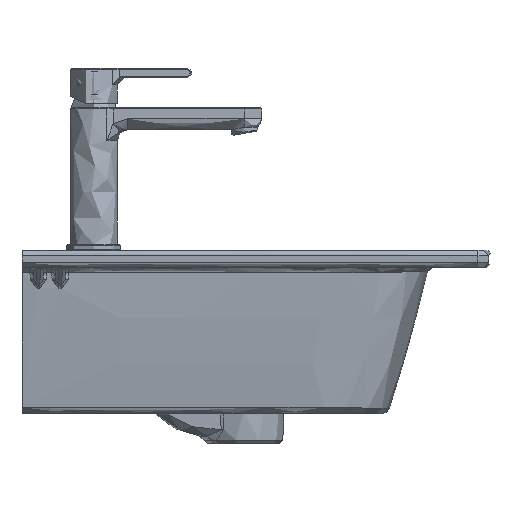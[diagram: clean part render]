
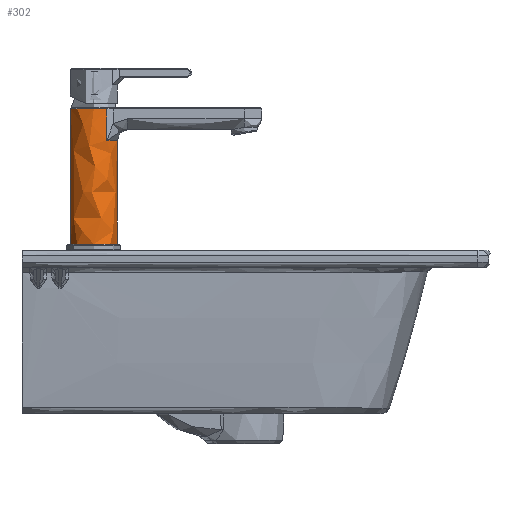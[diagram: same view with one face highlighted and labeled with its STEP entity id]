
A CAD part, left-side view. The second image highlights one B-rep face of the part: STEP entity #302.
In plain terms, the highlighted free-form (B-spline) face has degree [2, 1] with [5, 2] control points.
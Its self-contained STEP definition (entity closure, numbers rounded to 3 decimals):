
#302=ADVANCED_FACE('',(#721),#6125,.T.);
#721=FACE_OUTER_BOUND('',#1143,.T.);
#1143=EDGE_LOOP('',(#1800,#1801,#1802,#1803,#1804,#1805,#1806));
#1800=ORIENTED_EDGE('',*,*,#3616,.T.);
#1801=ORIENTED_EDGE('',*,*,#3597,.F.);
#1802=ORIENTED_EDGE('',*,*,#3653,.F.);
#1803=ORIENTED_EDGE('',*,*,#3625,.F.);
#1804=ORIENTED_EDGE('',*,*,#3679,.T.);
#1805=ORIENTED_EDGE('',*,*,#3675,.T.);
#1806=ORIENTED_EDGE('',*,*,#3598,.F.);
#3597=EDGE_CURVE('',#5573,#5574,#4566,.T.);
#3598=EDGE_CURVE('',#5575,#5576,#4567,.T.);
#3616=EDGE_CURVE('',#5575,#5574,#4578,.T.);
#3625=EDGE_CURVE('',#5558,#5596,#4587,.T.);
#3653=EDGE_CURVE('',#5596,#5573,#4612,.T.);
#3675=EDGE_CURVE('',#5601,#5576,#4628,.T.);
#3679=EDGE_CURVE('',#5558,#5601,#4632,.T.);
#4566=(
BOUNDED_CURVE()
B_SPLINE_CURVE(1,(#8884,#8885),.UNSPECIFIED.,.F.,.F.)
B_SPLINE_CURVE_WITH_KNOTS((2,2),(0.,95.),.UNSPECIFIED.)
CURVE()
GEOMETRIC_REPRESENTATION_ITEM()
RATIONAL_B_SPLINE_CURVE((1.,1.))
REPRESENTATION_ITEM('')
);
#4567=(
BOUNDED_CURVE()
B_SPLINE_CURVE(1,(#8886,#8887),.UNSPECIFIED.,.F.,.F.)
B_SPLINE_CURVE_WITH_KNOTS((2,2),(0.,124.),
 .UNSPECIFIED.)
CURVE()
GEOMETRIC_REPRESENTATION_ITEM()
RATIONAL_B_SPLINE_CURVE((1.,1.))
REPRESENTATION_ITEM('')
);
#4578=(
BOUNDED_CURVE()
B_SPLINE_CURVE(2,(#8987,#8988,#8989,#8990,#8991),.UNSPECIFIED.,.F.,.F.)
B_SPLINE_CURVE_WITH_KNOTS((3,2,3),(-67.544,-33.772,
0.),.UNSPECIFIED.)
CURVE()
GEOMETRIC_REPRESENTATION_ITEM()
RATIONAL_B_SPLINE_CURVE((1.,0.707,1.,0.707,1.))
REPRESENTATION_ITEM('')
);
#4587=(
BOUNDED_CURVE()
B_SPLINE_CURVE(1,(#9281,#9282),.UNSPECIFIED.,.F.,.F.)
B_SPLINE_CURVE_WITH_KNOTS((2,2),(-29.,0.),
 .UNSPECIFIED.)
CURVE()
GEOMETRIC_REPRESENTATION_ITEM()
RATIONAL_B_SPLINE_CURVE((1.,1.))
REPRESENTATION_ITEM('')
);
#4612=(
BOUNDED_CURVE()
B_SPLINE_CURVE(2,(#9646,#9647,#9648),.UNSPECIFIED.,.F.,.F.)
B_SPLINE_CURVE_WITH_KNOTS((3,3),(-20.874,0.),.UNSPECIFIED.)
CURVE()
GEOMETRIC_REPRESENTATION_ITEM()
RATIONAL_B_SPLINE_CURVE((1.,0.884,1.))
REPRESENTATION_ITEM('')
);
#4628=(
BOUNDED_CURVE()
B_SPLINE_CURVE(2,(#9780,#9781,#9782),.UNSPECIFIED.,.F.,.F.)
B_SPLINE_CURVE_WITH_KNOTS((3,3),(0.,33.772),.UNSPECIFIED.)
CURVE()
GEOMETRIC_REPRESENTATION_ITEM()
RATIONAL_B_SPLINE_CURVE((1.,0.707,1.))
REPRESENTATION_ITEM('')
);
#4632=(
BOUNDED_CURVE()
B_SPLINE_CURVE(2,(#9792,#9793,#9794),.UNSPECIFIED.,.F.,.F.)
B_SPLINE_CURVE_WITH_KNOTS((3,3),(52.105,64.403),
 .UNSPECIFIED.)
CURVE()
GEOMETRIC_REPRESENTATION_ITEM()
RATIONAL_B_SPLINE_CURVE((1.,0.955,1.))
REPRESENTATION_ITEM('')
);
#5558=VERTEX_POINT('',#8340);
#5573=VERTEX_POINT('',#8355);
#5574=VERTEX_POINT('',#8356);
#5575=VERTEX_POINT('',#8357);
#5576=VERTEX_POINT('',#8358);
#5596=VERTEX_POINT('',#8378);
#5601=VERTEX_POINT('',#8383);
#6125=(
BOUNDED_SURFACE()
B_SPLINE_SURFACE(2,1,((#8096,#8097),(#8098,#8099),(#8100,#8101),(#8102,
#8103),(#8104,#8105)),.UNSPECIFIED.,.F.,.F.,.F.)
B_SPLINE_SURFACE_WITH_KNOTS((3,2,3),(2,2),(33.772,67.544,
101.316),(12.462,136.462),.UNSPECIFIED.)
GEOMETRIC_REPRESENTATION_ITEM()
RATIONAL_B_SPLINE_SURFACE(((1.,1.),(0.707,0.707),
(1.,1.),(0.707,0.707),(1.,1.)))
REPRESENTATION_ITEM('')
SURFACE()
);
#8096=CARTESIAN_POINT('',(214.476,127.649,129.375));
#8097=CARTESIAN_POINT('',(214.476,127.649,5.375));
#8098=CARTESIAN_POINT('',(192.976,127.649,129.375));
#8099=CARTESIAN_POINT('',(192.976,127.649,5.375));
#8100=CARTESIAN_POINT('',(192.976,149.149,129.375));
#8101=CARTESIAN_POINT('',(192.976,149.149,5.375));
#8102=CARTESIAN_POINT('',(192.976,170.649,129.375));
#8103=CARTESIAN_POINT('',(192.976,170.649,5.375));
#8104=CARTESIAN_POINT('',(214.476,170.649,129.375));
#8105=CARTESIAN_POINT('',(214.476,170.649,5.375));
#8340=CARTESIAN_POINT('',(196.73,137.011,129.375));
#8355=CARTESIAN_POINT('',(214.476,127.649,100.375));
#8356=CARTESIAN_POINT('',(214.476,127.649,5.375));
#8357=CARTESIAN_POINT('',(214.476,170.649,5.375));
#8358=CARTESIAN_POINT('',(214.476,170.649,129.375));
#8378=CARTESIAN_POINT('',(196.73,137.011,100.375));
#8383=CARTESIAN_POINT('',(192.976,149.149,129.375));
#8884=CARTESIAN_POINT('',(214.476,127.649,100.375));
#8885=CARTESIAN_POINT('',(214.476,127.649,5.375));
#8886=CARTESIAN_POINT('',(214.476,170.649,5.375));
#8887=CARTESIAN_POINT('',(214.476,170.649,129.375));
#8987=CARTESIAN_POINT('',(214.476,170.649,5.375));
#8988=CARTESIAN_POINT('',(192.976,170.649,5.375));
#8989=CARTESIAN_POINT('',(192.976,149.149,5.375));
#8990=CARTESIAN_POINT('',(192.976,127.649,5.375));
#8991=CARTESIAN_POINT('',(214.476,127.649,5.375));
#9281=CARTESIAN_POINT('',(196.73,137.011,129.375));
#9282=CARTESIAN_POINT('',(196.73,137.011,100.375));
#9646=CARTESIAN_POINT('',(196.73,137.011,100.375));
#9647=CARTESIAN_POINT('',(203.133,127.649,100.375));
#9648=CARTESIAN_POINT('',(214.476,127.649,100.375));
#9780=CARTESIAN_POINT('',(192.976,149.149,129.375));
#9781=CARTESIAN_POINT('',(192.976,170.649,129.375));
#9782=CARTESIAN_POINT('',(214.476,170.649,129.375));
#9792=CARTESIAN_POINT('',(196.73,137.011,129.375));
#9793=CARTESIAN_POINT('',(192.976,142.499,129.375));
#9794=CARTESIAN_POINT('',(192.976,149.149,129.375));
